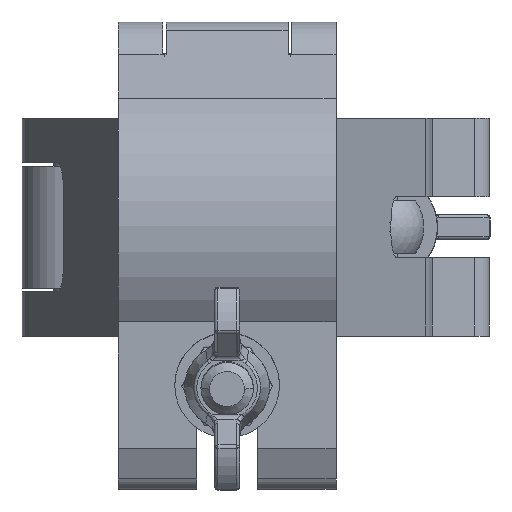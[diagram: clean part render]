
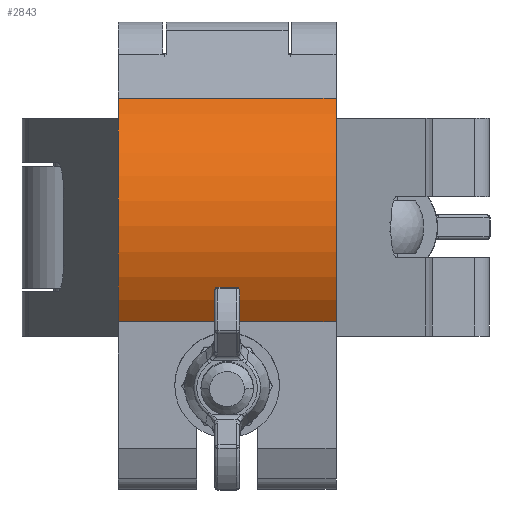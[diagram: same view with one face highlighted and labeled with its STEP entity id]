
A CAD part, front view. The second image highlights one B-rep face of the part: STEP entity #2843.
In plain terms, the highlighted cylindrical face has radius 35.4 mm (diameter 70.8 mm), a partial arc.
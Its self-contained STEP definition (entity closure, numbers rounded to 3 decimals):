
#270 = CARTESIAN_POINT ( 'NONE',  ( 67.5, 54.04, 24.95 ) ) ;
#601 = DIRECTION ( 'NONE',  ( -1., 0., 0. ) ) ;
#1181 = CIRCLE ( 'NONE', #7030, 35.4 ) ;
#1577 = ORIENTED_EDGE ( 'NONE', *, *, #13681, .T. ) ;
#2271 = CARTESIAN_POINT ( 'NONE',  ( 67.5, 54.04, 24.95 ) ) ;
#2549 = DIRECTION ( 'NONE',  ( 1., 0., 0. ) ) ;
#2826 = DIRECTION ( 'NONE',  ( 0., 0., -1. ) ) ;
#2843 = ADVANCED_FACE ( 'NONE', ( #10079 ), #11295, .T. ) ;
#3026 = DIRECTION ( 'NONE',  ( 1., 0., 0. ) ) ;
#3347 = EDGE_LOOP ( 'NONE', ( #1577, #12960, #6946, #9551 ) ) ;
#4244 = VECTOR ( 'NONE', #14649, 1000. ) ;
#5013 = DIRECTION ( 'NONE',  ( 0., 0., 1. ) ) ;
#5419 = DIRECTION ( 'NONE',  ( 0., 0., 1. ) ) ;
#6278 = VERTEX_POINT ( 'NONE', #6720 ) ;
#6610 = CARTESIAN_POINT ( 'NONE',  ( 47., 25.18, -24.95 ) ) ;
#6720 = CARTESIAN_POINT ( 'NONE',  ( 16.54, 43.218, -24.95 ) ) ;
#6946 = ORIENTED_EDGE ( 'NONE', *, *, #13969, .F. ) ;
#7030 = AXIS2_PLACEMENT_3D ( 'NONE', #6610, #5419, #3026 ) ;
#7361 = LINE ( 'NONE', #14954, #4244 ) ;
#8321 = AXIS2_PLACEMENT_3D ( 'NONE', #11246, #5013, #2549 ) ;
#9224 = CARTESIAN_POINT ( 'NONE',  ( 67.5, 54.04, -24.95 ) ) ;
#9451 = EDGE_CURVE ( 'NONE', #14509, #10538, #13662, .T. ) ;
#9551 = ORIENTED_EDGE ( 'NONE', *, *, #9451, .T. ) ;
#9757 = AXIS2_PLACEMENT_3D ( 'NONE', #14897, #2826, #601 ) ;
#9910 = DIRECTION ( 'NONE',  ( 0., 0., -1. ) ) ;
#10079 = FACE_OUTER_BOUND ( 'NONE', #3347, .T. ) ;
#10456 = VECTOR ( 'NONE', #9910, 1000. ) ;
#10538 = VERTEX_POINT ( 'NONE', #9224 ) ;
#11069 = CARTESIAN_POINT ( 'NONE',  ( 16.54, 43.218, 24.95 ) ) ;
#11246 = CARTESIAN_POINT ( 'NONE',  ( 47., 25.18, 24.95 ) ) ;
#11295 = CYLINDRICAL_SURFACE ( 'NONE', #9757, 35.4 ) ;
#11628 = CIRCLE ( 'NONE', #8321, 35.4 ) ;
#12960 = ORIENTED_EDGE ( 'NONE', *, *, #15657, .F. ) ;
#13662 = LINE ( 'NONE', #270, #10456 ) ;
#13681 = EDGE_CURVE ( 'NONE', #10538, #6278, #1181, .T. ) ;
#13969 = EDGE_CURVE ( 'NONE', #14509, #15191, #11628, .T. ) ;
#14509 = VERTEX_POINT ( 'NONE', #2271 ) ;
#14649 = DIRECTION ( 'NONE',  ( 0., 0., -1. ) ) ;
#14897 = CARTESIAN_POINT ( 'NONE',  ( 47., 25.18, 24.95 ) ) ;
#14954 = CARTESIAN_POINT ( 'NONE',  ( 16.54, 43.218, 24.95 ) ) ;
#15191 = VERTEX_POINT ( 'NONE', #11069 ) ;
#15657 = EDGE_CURVE ( 'NONE', #15191, #6278, #7361, .T. ) ;
